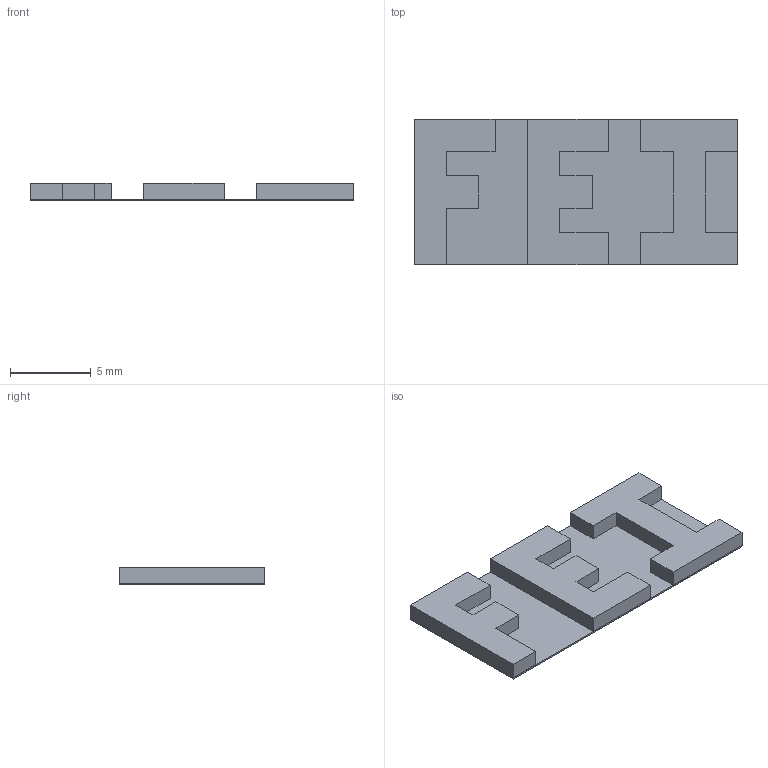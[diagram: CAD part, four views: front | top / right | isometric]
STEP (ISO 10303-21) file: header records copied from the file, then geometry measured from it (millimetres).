
FILE_DESCRIPTION(/* description */ (''),/* implementation_level */ '2;1');
FILE_NAME(/* name */ 'fei.step',/* time_stamp */ '2014-05-10T08:08:38-03:00',/* author */ (''),/* organization */ (''),/* preprocessor_version */ 'ST-DEVELOPER v15',/* originating_system */ 'SIEMENS PLM Software NX 8.5',/* authorisation */ '');
FILE_SCHEMA (('AUTOMOTIVE_DESIGN { 1 0 10303 214 3 1 1 1 }'));
Length unit declared in the file: millimetre
Products named in the file (1): fei
Bounding box: 20 x 9 x 1.1 mm (x, y, z)
Volume: 114 mm3; surface area: 665.8 mm2
Topology: 4 solids, 4 shells, 46 faces, 114 edges, 76 vertices
Faces by surface type: plane 46
Entity records: 1377 total; most frequent: CARTESIAN_POINT 237, ORIENTED_EDGE 228, DIRECTION 208, EDGE_CURVE 114, LINE 114, VECTOR 114, VERTEX_POINT 76, AXIS2_PLACEMENT_3D 47
